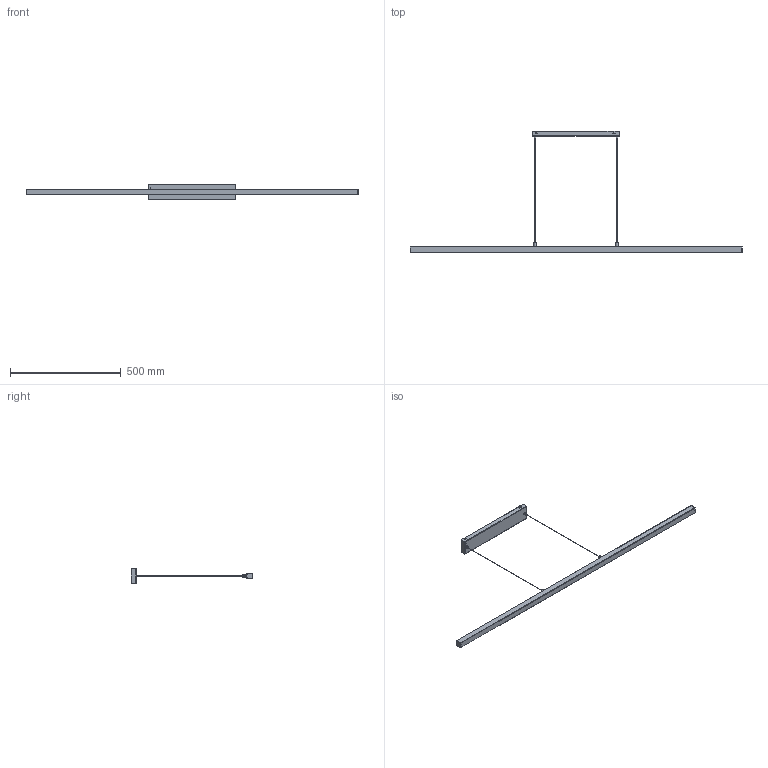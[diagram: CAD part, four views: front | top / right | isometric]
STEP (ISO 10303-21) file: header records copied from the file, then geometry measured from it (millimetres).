
FILE_DESCRIPTION (( 'STEP AP214' ), '1' );
FILE_NAME ('3812486.STEP', '2020-02-03T10:32:45', ( '' ), ( '' ), 'SwSTEP 2.0', 'SolidWorks 2018', '' );
FILE_SCHEMA (( 'AUTOMOTIVE_DESIGN' ));
Length unit declared in the file: millimetre
Products named in the file (3): Teil5^3812486; 3812486; Endkappe
Assembly tree (3 placements, depth 2):
  3812486
    Endkappe  x2
    Teil5^3812486
Bounding box: 1500 x 549.26 x 68.6 mm (x, y, z)
Volume: 1028216.9 mm3; surface area: 419007 mm2
Topology: 5 solids, 7 shells, 1223 faces, 3507 edges, 2320 vertices
Faces by surface type: cylinder 633, plane 560, torus 22, sphere 4, bspline 4
Entity records: 41478 total; most frequent: CARTESIAN_POINT 9172, DIRECTION 7004, ORIENTED_EDGE 6770, EDGE_CURVE 3385, AXIS2_PLACEMENT_3D 2460, VERTEX_POINT 2246, LINE 2084, VECTOR 2084
